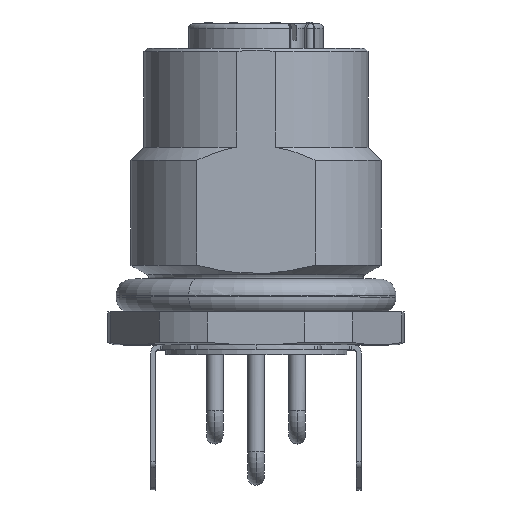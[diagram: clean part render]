
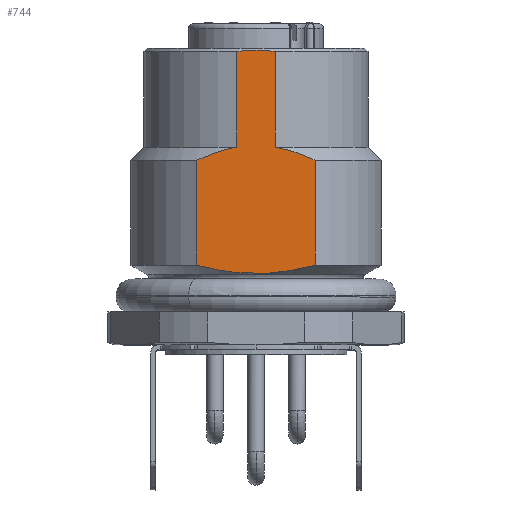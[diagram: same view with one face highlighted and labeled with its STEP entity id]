
A CAD part, top view. The second image highlights one B-rep face of the part: STEP entity #744.
In plain terms, the highlighted planar face has unit normal (0, 0, 1).
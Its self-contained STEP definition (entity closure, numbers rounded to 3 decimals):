
#674=AXIS2_PLACEMENT_3D('Plane Axis2P3D',#671,#672,#673) ;
#492=CARTESIAN_POINT('Vertex',(7.838,26.6,18.2)) ;
#496=CARTESIAN_POINT('Control Point',(7.838,26.6,18.2)) ;
#497=CARTESIAN_POINT('Control Point',(8.431,26.701,18.2)) ;
#498=CARTESIAN_POINT('Control Point',(9.,26.73,18.202)) ;
#499=CARTESIAN_POINT('Control Point',(9.569,26.701,18.2)) ;
#500=CARTESIAN_POINT('Control Point',(10.162,26.6,18.2)) ;
#501=CARTESIAN_POINT('Vertex',(10.162,26.6,18.2)) ;
#656=CARTESIAN_POINT('Vertex',(7.838,20.8,18.2)) ;
#659=CARTESIAN_POINT('Line Origine',(7.838,26.8,18.2)) ;
#671=CARTESIAN_POINT('Axis2P3D Location',(5.413,12.8,18.2)) ;
#677=CARTESIAN_POINT('Control Point',(5.413,13.635,18.2)) ;
#678=CARTESIAN_POINT('Control Point',(5.987,13.478,18.2)) ;
#679=CARTESIAN_POINT('Control Point',(6.545,13.351,18.2)) ;
#680=CARTESIAN_POINT('Control Point',(7.085,13.254,18.2)) ;
#681=CARTESIAN_POINT('Control Point',(7.955,13.143,18.2)) ;
#682=CARTESIAN_POINT('Control Point',(8.809,13.11,18.2)) ;
#683=CARTESIAN_POINT('Control Point',(9.141,13.109,18.2)) ;
#684=CARTESIAN_POINT('Control Point',(9.814,13.132,18.2)) ;
#685=CARTESIAN_POINT('Control Point',(10.497,13.204,18.2)) ;
#686=CARTESIAN_POINT('Control Point',(10.849,13.253,18.2)) ;
#687=CARTESIAN_POINT('Control Point',(11.401,13.349,18.2)) ;
#688=CARTESIAN_POINT('Control Point',(11.968,13.476,18.2)) ;
#689=CARTESIAN_POINT('Control Point',(12.172,13.525,18.2)) ;
#690=CARTESIAN_POINT('Control Point',(12.379,13.578,18.2)) ;
#691=CARTESIAN_POINT('Control Point',(12.587,13.635,18.2)) ;
#692=CARTESIAN_POINT('Vertex',(5.413,13.635,18.2)) ;
#694=CARTESIAN_POINT('Vertex',(12.587,13.635,18.2)) ;
#697=CARTESIAN_POINT('Line Origine',(12.587,16.818,18.2)) ;
#701=CARTESIAN_POINT('Vertex',(12.587,20.,18.2)) ;
#705=CARTESIAN_POINT('Control Point',(10.162,20.8,18.2)) ;
#706=CARTESIAN_POINT('Control Point',(10.666,20.714,18.2)) ;
#707=CARTESIAN_POINT('Control Point',(11.163,20.583,18.2)) ;
#708=CARTESIAN_POINT('Control Point',(11.65,20.415,18.2)) ;
#709=CARTESIAN_POINT('Control Point',(12.124,20.219,18.2)) ;
#710=CARTESIAN_POINT('Control Point',(12.587,20.,18.2)) ;
#711=CARTESIAN_POINT('Vertex',(10.162,20.8,18.2)) ;
#714=CARTESIAN_POINT('Line Origine',(10.162,23.7,18.2)) ;
#720=CARTESIAN_POINT('Control Point',(5.413,20.,18.2)) ;
#721=CARTESIAN_POINT('Control Point',(5.875,20.218,18.2)) ;
#722=CARTESIAN_POINT('Control Point',(6.35,20.415,18.2)) ;
#723=CARTESIAN_POINT('Control Point',(6.837,20.582,18.2)) ;
#724=CARTESIAN_POINT('Control Point',(7.334,20.714,18.2)) ;
#725=CARTESIAN_POINT('Control Point',(7.838,20.8,18.2)) ;
#726=CARTESIAN_POINT('Vertex',(5.413,20.,18.2)) ;
#729=CARTESIAN_POINT('Line Origine',(5.413,16.818,18.2)) ;
#660=DIRECTION('Vector Direction',(0.,-1.,0.)) ;
#672=DIRECTION('Axis2P3D Direction',(0.,0.,1.)) ;
#673=DIRECTION('Axis2P3D XDirection',(-1.,0.,0.)) ;
#698=DIRECTION('Vector Direction',(0.,-1.,0.)) ;
#715=DIRECTION('Vector Direction',(0.,-1.,0.)) ;
#730=DIRECTION('Vector Direction',(0.,1.,0.)) ;
#661=VECTOR('Line Direction',#660,1.) ;
#699=VECTOR('Line Direction',#698,1.) ;
#716=VECTOR('Line Direction',#715,1.) ;
#731=VECTOR('Line Direction',#730,1.) ;
#735=ORIENTED_EDGE('',*,*,#696,.T.) ;
#736=ORIENTED_EDGE('',*,*,#703,.T.) ;
#737=ORIENTED_EDGE('',*,*,#713,.F.) ;
#738=ORIENTED_EDGE('',*,*,#718,.F.) ;
#739=ORIENTED_EDGE('',*,*,#503,.F.) ;
#740=ORIENTED_EDGE('',*,*,#663,.F.) ;
#741=ORIENTED_EDGE('',*,*,#728,.F.) ;
#742=ORIENTED_EDGE('',*,*,#733,.F.) ;
#744=ADVANCED_FACE('Hauptkoerper',(#743),#675,.T.) ;
#495=B_SPLINE_CURVE_WITH_KNOTS('',4,(#496,#497,#498,#499,#500),.UNSPECIFIED.,.F.,.U.,(5,5),(0.,34.442),.UNSPECIFIED.) ;
#676=B_SPLINE_CURVE_WITH_KNOTS('',5,(#677,#678,#679,#680,#681,#682,#683,#684,#685,#686,#687,#688,#689,#690,#691),.UNSPECIFIED.,.F.,.U.,(6,3,3,3,6),(0.,3.871,6.352,8.887,10.292),.UNSPECIFIED.) ;
#704=B_SPLINE_CURVE_WITH_KNOTS('',5,(#705,#706,#707,#708,#709,#710),.UNSPECIFIED.,.F.,.U.,(6,6),(0.,3.625),.UNSPECIFIED.) ;
#719=B_SPLINE_CURVE_WITH_KNOTS('',5,(#720,#721,#722,#723,#724,#725),.UNSPECIFIED.,.F.,.U.,(6,6),(0.,3.625),.UNSPECIFIED.) ;
#503=EDGE_CURVE('',#493,#502,#495,.T.) ;
#663=EDGE_CURVE('',#657,#493,#662,.F.) ;
#696=EDGE_CURVE('',#693,#695,#676,.T.) ;
#703=EDGE_CURVE('',#695,#702,#700,.F.) ;
#713=EDGE_CURVE('',#712,#702,#704,.T.) ;
#718=EDGE_CURVE('',#502,#712,#717,.T.) ;
#728=EDGE_CURVE('',#727,#657,#719,.T.) ;
#733=EDGE_CURVE('',#693,#727,#732,.T.) ;
#734=EDGE_LOOP('',(#735,#736,#737,#738,#739,#740,#741,#742)) ;
#743=FACE_OUTER_BOUND('',#734,.T.) ;
#662=LINE('Line',#659,#661) ;
#700=LINE('Line',#697,#699) ;
#717=LINE('Line',#714,#716) ;
#732=LINE('Line',#729,#731) ;
#675=PLANE('',#674) ;
#493=VERTEX_POINT('',#492) ;
#502=VERTEX_POINT('',#501) ;
#657=VERTEX_POINT('',#656) ;
#693=VERTEX_POINT('',#692) ;
#695=VERTEX_POINT('',#694) ;
#702=VERTEX_POINT('',#701) ;
#712=VERTEX_POINT('',#711) ;
#727=VERTEX_POINT('',#726) ;
